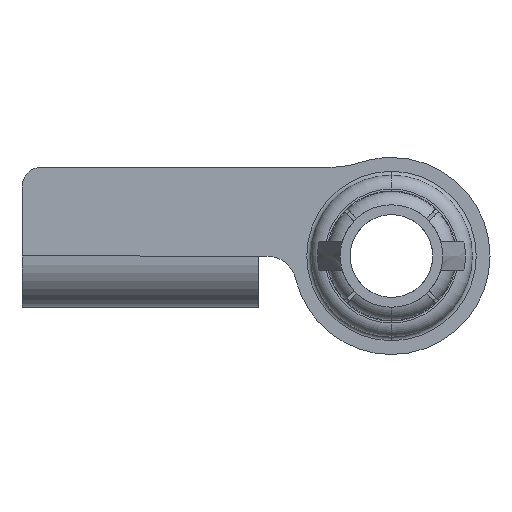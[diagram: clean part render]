
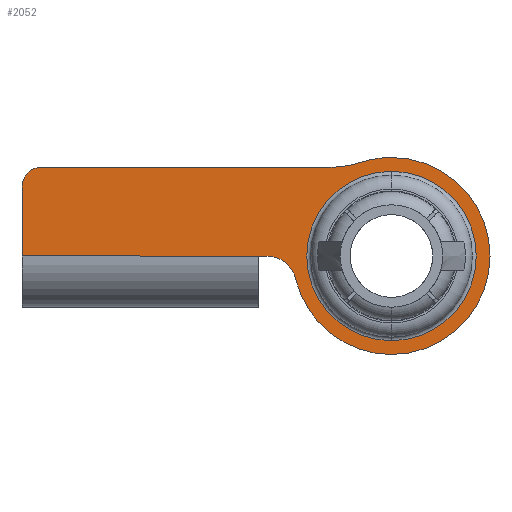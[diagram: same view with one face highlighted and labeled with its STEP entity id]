
A CAD part, front view. The second image highlights one B-rep face of the part: STEP entity #2052.
In plain terms, the highlighted planar face has unit normal (0, -1, 0).
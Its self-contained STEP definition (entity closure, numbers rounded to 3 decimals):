
#3 = ORIENTED_EDGE ( 'NONE', *, *, #1145, .F. ) ;
#56 = ORIENTED_EDGE ( 'NONE', *, *, #974, .F. ) ;
#136 = ORIENTED_EDGE ( 'NONE', *, *, #1187, .F. ) ;
#170 = ORIENTED_EDGE ( 'NONE', *, *, #2004, .F. ) ;
#296 = AXIS2_PLACEMENT_3D ( 'NONE', #4111, #4112, #4113 ) ;
#302 = VECTOR ( 'NONE', #3979, 1000. ) ;
#310 = AXIS2_PLACEMENT_3D ( 'NONE', #4284, #4285, #4286 ) ;
#345 = VECTOR ( 'NONE', #4140, 1000. ) ;
#492 = CARTESIAN_POINT ( 'NONE',  ( -17.75, -0.5, 4.5 ) ) ;
#502 = CARTESIAN_POINT ( 'NONE',  ( -18.75, -0.5, 3.5 ) ) ;
#507 = CARTESIAN_POINT ( 'NONE',  ( -18.75, -0.5, 0. ) ) ;
#512 = CARTESIAN_POINT ( 'NONE',  ( -3.122, -0.5, 4.5 ) ) ;
#517 = CARTESIAN_POINT ( 'NONE',  ( -4.865, -0.5, -1.154 ) ) ;
#549 = CARTESIAN_POINT ( 'NONE',  ( 0., -0.5, 5. ) ) ;
#550 = CARTESIAN_POINT ( 'NONE',  ( -6.325, -0.5, 0. ) ) ;
#558 = CARTESIAN_POINT ( 'NONE',  ( 0., -0.5, -4.3 ) ) ;
#583 = CARTESIAN_POINT ( 'NONE',  ( 0., -0.5, -5. ) ) ;
#591 = CARTESIAN_POINT ( 'NONE',  ( 0., -0.5, 4.3 ) ) ;
#595 = CARTESIAN_POINT ( 'NONE',  ( -6.75, -0.5, 0. ) ) ;
#605 = CARTESIAN_POINT ( 'NONE',  ( -1.561, -0.5, 4.75 ) ) ;
#974 = EDGE_CURVE ( 'NONE', #2899, #2960, #1824, .T. ) ;
#1027 = EDGE_CURVE ( 'NONE', #2998, #2899, #1758, .T. ) ;
#1141 = EDGE_CURVE ( 'NONE', #2978, #2472, #3964, .T. ) ;
#1145 = EDGE_CURVE ( 'NONE', #2441, #2478, #3977, .T. ) ;
#1187 = EDGE_CURVE ( 'NONE', #2460, #2441, #1891, .T. ) ;
#1195 = EDGE_CURVE ( 'NONE', #2901, #2978, #4138, .T. ) ;
#1238 = EDGE_CURVE ( 'NONE', #2916, #2971, #1614, .T. ) ;
#1262 = EDGE_CURVE ( 'NONE', #2960, #2501, #1560, .T. ) ;
#1383 = FACE_OUTER_BOUND ( 'NONE', #2924, .T. ) ;
#1415 = AXIS2_PLACEMENT_3D ( 'NONE', #5296, #5297, #5298 ) ;
#1442 = FACE_BOUND ( 'NONE', #2928, .T. ) ;
#1560 = CIRCLE ( 'NONE', #2196, 5. ) ;
#1603 = CIRCLE ( 'NONE', #2270, 1.5 ) ;
#1614 = CIRCLE ( 'NONE', #310, 4.3 ) ;
#1696 = CIRCLE ( 'NONE', #2307, 4.3 ) ;
#1758 = CIRCLE ( 'NONE', #2736, 5. ) ;
#1824 = CIRCLE ( 'NONE', #2769, 5. ) ;
#1830 = CIRCLE ( 'NONE', #2269, 5. ) ;
#1891 = CIRCLE ( 'NONE', #296, 1. ) ;
#1952 = ORIENTED_EDGE ( 'NONE', *, *, #1262, .F. ) ;
#1954 = ORIENTED_EDGE ( 'NONE', *, *, #2005, .F. ) ;
#1955 = ORIENTED_EDGE ( 'NONE', *, *, #1195, .F. ) ;
#1962 = ORIENTED_EDGE ( 'NONE', *, *, #1027, .F. ) ;
#1971 = ORIENTED_EDGE ( 'NONE', *, *, #1141, .F. ) ;
#1974 = ORIENTED_EDGE ( 'NONE', *, *, #2006, .T. ) ;
#1975 = ORIENTED_EDGE ( 'NONE', *, *, #2007, .F. ) ;
#2004 = EDGE_CURVE ( 'NONE', #2472, #2460, #5146, .T. ) ;
#2005 = EDGE_CURVE ( 'NONE', #2501, #2901, #1603, .T. ) ;
#2006 = EDGE_CURVE ( 'NONE', #2971, #2916, #1696, .T. ) ;
#2007 = EDGE_CURVE ( 'NONE', #2478, #2998, #1830, .T. ) ;
#2052 = ADVANCED_FACE ( 'NONE', ( #1383, #1442 ), #5295, .F. ) ;
#2196 = AXIS2_PLACEMENT_3D ( 'NONE', #4380, #4384, #4385 ) ;
#2269 = AXIS2_PLACEMENT_3D ( 'NONE', #5154, #5155, #5156 ) ;
#2270 = AXIS2_PLACEMENT_3D ( 'NONE', #5127, #5149, #5150 ) ;
#2304 = VECTOR ( 'NONE', #5148, 1000. ) ;
#2307 = AXIS2_PLACEMENT_3D ( 'NONE', #5151, #5152, #5153 ) ;
#2441 = VERTEX_POINT ( 'NONE', #492 ) ;
#2460 = VERTEX_POINT ( 'NONE', #502 ) ;
#2467 = ORIENTED_EDGE ( 'NONE', *, *, #1238, .T. ) ;
#2472 = VERTEX_POINT ( 'NONE', #507 ) ;
#2478 = VERTEX_POINT ( 'NONE', #512 ) ;
#2501 = VERTEX_POINT ( 'NONE', #517 ) ;
#2643 = VECTOR ( 'NONE', #3966, 1000. ) ;
#2736 = AXIS2_PLACEMENT_3D ( 'NONE', #3581, #3585, #3586 ) ;
#2769 = AXIS2_PLACEMENT_3D ( 'NONE', #3397, #3398, #3399 ) ;
#2899 = VERTEX_POINT ( 'NONE', #549 ) ;
#2901 = VERTEX_POINT ( 'NONE', #550 ) ;
#2916 = VERTEX_POINT ( 'NONE', #558 ) ;
#2924 = EDGE_LOOP ( 'NONE', ( #1962, #1975, #3, #136, #170, #1971, #1955, #1954, #1952, #56 ) ) ;
#2928 = EDGE_LOOP ( 'NONE', ( #1974, #2467 ) ) ;
#2960 = VERTEX_POINT ( 'NONE', #583 ) ;
#2971 = VERTEX_POINT ( 'NONE', #591 ) ;
#2978 = VERTEX_POINT ( 'NONE', #595 ) ;
#2998 = VERTEX_POINT ( 'NONE', #605 ) ;
#3397 = CARTESIAN_POINT ( 'NONE',  ( 0., -0.5, 0. ) ) ;
#3398 = DIRECTION ( 'NONE',  ( 0., 1., 0. ) ) ;
#3399 = DIRECTION ( 'NONE',  ( 0., 0., 1. ) ) ;
#3581 = CARTESIAN_POINT ( 'NONE',  ( 0., -0.5, 0. ) ) ;
#3585 = DIRECTION ( 'NONE',  ( 0., 1., 0. ) ) ;
#3586 = DIRECTION ( 'NONE',  ( 0., 0., 1. ) ) ;
#3964 = LINE ( 'NONE', #3965, #2643 ) ;
#3965 = CARTESIAN_POINT ( 'NONE',  ( -6.75, -0.5, 0. ) ) ;
#3966 = DIRECTION ( 'NONE',  ( -1., 0., 0. ) ) ;
#3977 = LINE ( 'NONE', #3978, #302 ) ;
#3978 = CARTESIAN_POINT ( 'NONE',  ( -17.75, -0.5, 4.5 ) ) ;
#3979 = DIRECTION ( 'NONE',  ( 1., 0., 0. ) ) ;
#4111 = CARTESIAN_POINT ( 'NONE',  ( -17.75, -0.5, 3.5 ) ) ;
#4112 = DIRECTION ( 'NONE',  ( 0., 1., 0. ) ) ;
#4113 = DIRECTION ( 'NONE',  ( 0., 0., 1. ) ) ;
#4138 = LINE ( 'NONE', #4139, #345 ) ;
#4139 = CARTESIAN_POINT ( 'NONE',  ( -6.325, -0.5, 0. ) ) ;
#4140 = DIRECTION ( 'NONE',  ( -1., 0., 0. ) ) ;
#4284 = CARTESIAN_POINT ( 'NONE',  ( 0., -0.5, 0. ) ) ;
#4285 = DIRECTION ( 'NONE',  ( 0., 1., 0. ) ) ;
#4286 = DIRECTION ( 'NONE',  ( 0., 0., 1. ) ) ;
#4380 = CARTESIAN_POINT ( 'NONE',  ( 0., -0.5, 0. ) ) ;
#4384 = DIRECTION ( 'NONE',  ( 0., 1., 0. ) ) ;
#4385 = DIRECTION ( 'NONE',  ( 0., 0., 1. ) ) ;
#5127 = CARTESIAN_POINT ( 'NONE',  ( -6.325, -0.5, -1.5 ) ) ;
#5146 = LINE ( 'NONE', #5147, #2304 ) ;
#5147 = CARTESIAN_POINT ( 'NONE',  ( -18.75, -0.5, 0. ) ) ;
#5148 = DIRECTION ( 'NONE',  ( 0., 0., 1. ) ) ;
#5149 = DIRECTION ( 'NONE',  ( 0., -1., 0. ) ) ;
#5150 = DIRECTION ( 'NONE',  ( 0., 0., 1. ) ) ;
#5151 = CARTESIAN_POINT ( 'NONE',  ( 0., -0.5, 0. ) ) ;
#5152 = DIRECTION ( 'NONE',  ( 0., 1., 0. ) ) ;
#5153 = DIRECTION ( 'NONE',  ( 0., 0., 1. ) ) ;
#5154 = CARTESIAN_POINT ( 'NONE',  ( -3.122, -0.5, 9.5 ) ) ;
#5155 = DIRECTION ( 'NONE',  ( 0., -1., 0. ) ) ;
#5156 = DIRECTION ( 'NONE',  ( 0., 0., -1. ) ) ;
#5295 = PLANE ( 'NONE',  #1415 ) ;
#5296 = CARTESIAN_POINT ( 'NONE',  ( 5., -0.5, 0. ) ) ;
#5297 = DIRECTION ( 'NONE',  ( 0., 1., 0. ) ) ;
#5298 = DIRECTION ( 'NONE',  ( 0., 0., 1. ) ) ;
